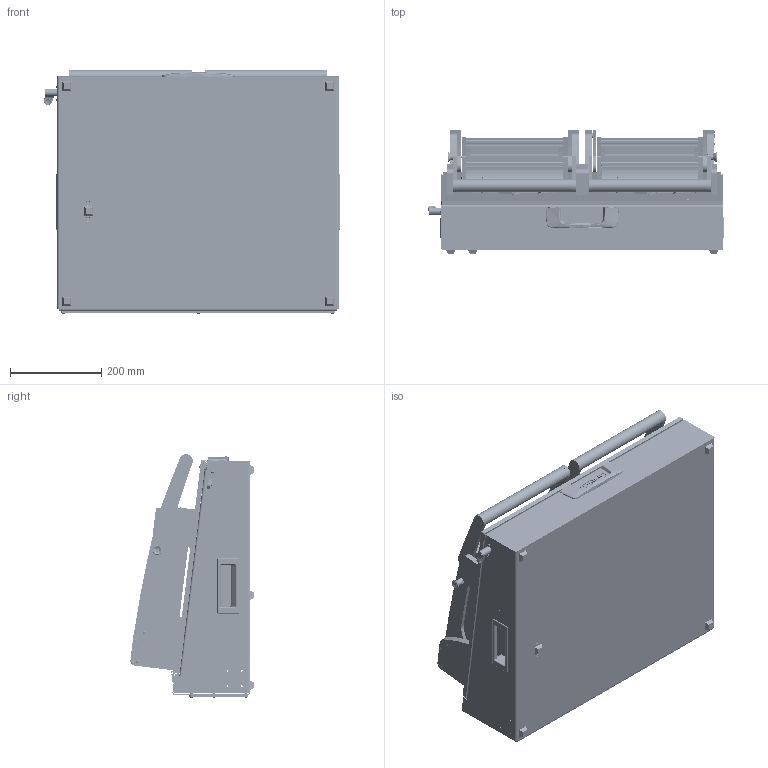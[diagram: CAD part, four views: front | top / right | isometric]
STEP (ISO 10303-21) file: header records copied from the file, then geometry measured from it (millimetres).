
FILE_DESCRIPTION (( 'STEP AP203' ), '1' );
FILE_NAME ('INGUN_43970.STEP', '2023-07-17T12:31:05', ( '' ), ( '' ), 'SwSTEP 2.0', 'SolidWorks 2021', '' );
FILE_SCHEMA (( 'CONFIG_CONTROL_DESIGN' ));
Length unit declared in the file: millimetre
Products named in the file (109): 21332~0_MA 2112<Standard>; 114050~0_S; INGUN_43970; 30112~0; 11536~1; 43198~4_KUNDE<S>; 109963~0_KUNDE<S>; DIN7991~n_M05,0x016; DIN914~n_M04,0x05; 35662~11_S; DIN125~n_06,4 M06,0 Fase; 109986~0_KUNDE<S>; ISO7380~n_M03,0x005; DIN125~n_05,3 M05,0 Fase; 35334~0_S; 30758_02~0_S; 35150~0_S; 109128~0_S; DIN912~n_M04,0x016; 38564~0; 43495~0_S; 30955~0_S; 53032~0_S; ISO7380~n_M05,0x008; DIN125~n_04,3 M04,0; 34328~1_S; K_02037~0; 30758~0_S; 2281~0_180ø<Standard>; 57801~2_S; 40569~1_S; K_02037~0_Standard ohne Dyn Punkt<Standard>; 43579~2_KUNDE<S>; 43494~2_KUNDE<S>; DIN6325~n_03,0m6x010; 32587~6_S; 21332_02~0; 53828~0_KUNDE<S>; DIN912~n_M04,0x012; 2528~0 ...
Assembly tree (316 placements, depth 6):
  INGUN_43970
    114904~0_S
      32333~12
      21332~0_MA 2112<Standard>
        21332_02~0
        21332_01~0
      20902~0
      30758~0_S  x2
        30758_01~0_S
        30758_02~0_S
        38564~0
      2720~0  x5
      53032~0_S
      32171~0_S
      32462~0_S
      29805~4_geschlossen<S>
        110322~4_S
        110705~2_S
        30984~0_S
        110231~1_S
        110443~0_S
        30112~0
        ISO7380~n_M05,0x030
        ISO7380~n_M04,0x008  x2
        DIN914~n_M04,0x05
      35334~0_S
      DIN7991~n_M05,0x012  x2
      DIN7991~n_M05,0x016
      DIN985-A2~n_M05,0  x3
      8804~0
      DIN125~n_05,3 M05,0 Fase  x2
    43870~4_KUNDE<S>
      109983~1_S
        43767~4_S
        2281~0_180ø<Standard>  x3
          2281~0
        32341~6_S
        53031~0_S
        DIN7991~n_M05,0x016  x20
        DIN7991~n_M05,0x020  x12
        DIN125~n_05,3 M05,0 Fase  x8
        DIN985-A2~n_M05,0  x8
        DIN6325~n_04,0m6x024  x2
        DIN6325~n_04,0m6x016  x4
        DIN7991~n_M03,0x016 VA  x4
        DIN912~n_M04,0x012  x2
        DIN6325~n_02,0m6x020  x2
        DIN6325~n_03,0m6x010  x8
        ISO7380~n_M05,0x008  x4
        36175~4_S  x2
        35662~11_S  x2
        35663~9_S  x2
        35649~1_S  x2
        37189~1_S  x2
        31253~0_S  x2
        30955~0_S  x2
        30915~0  x2
        ASR~asr_拱04,2x07x拌8  x4
        2528~0  x4
        31109~0  x2
Bounding box: 647.5 x 269.75 x 533.52 mm (x, y, z)
Volume: 7879780.3 mm3; surface area: 3885783.5 mm2
Topology: 384 solids, 384 shells, 9083 faces, 22806 edges, 14552 vertices
Faces by surface type: cylinder 3774, plane 3491, cone 1186, bspline 304, torus 168, sphere 160
Entity records: 140080 total; most frequent: CARTESIAN_POINT 31331, DIRECTION 20075, ORIENTED_EDGE 18476, EDGE_CURVE 9238, AXIS2_PLACEMENT_3D 7573, VERTEX_POINT 5958, VECTOR 4929, LINE 4929
